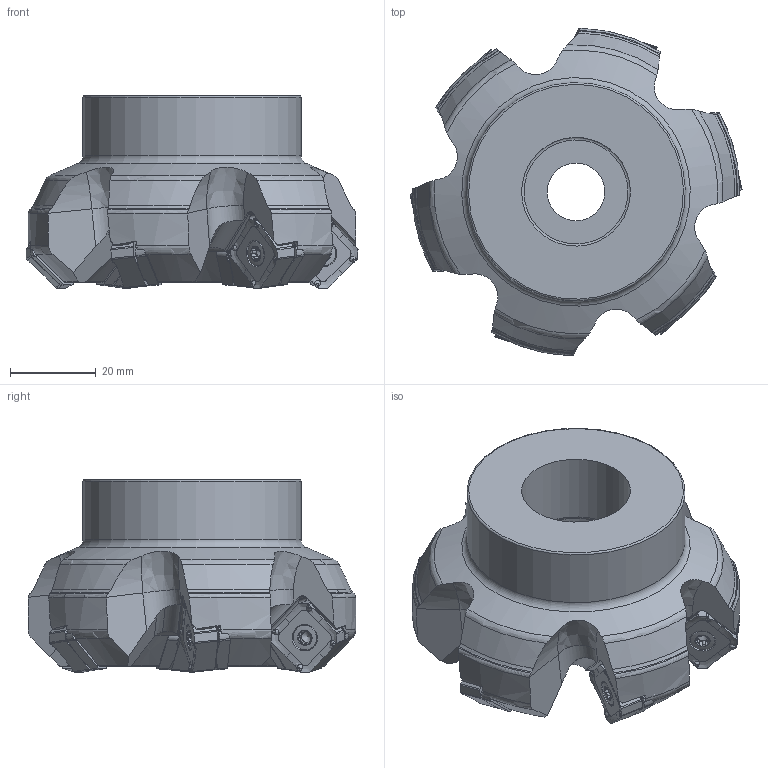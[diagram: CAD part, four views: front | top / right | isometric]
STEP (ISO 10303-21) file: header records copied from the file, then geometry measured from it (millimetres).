
FILE_DESCRIPTION(/* description */ (''),/* implementation_level */ '2;1');
FILE_NAME(/* name */ 'toolassembly_1.stp',/* time_stamp */ '2019-01-25T11:48:28+01:00',/* author */ (''),/* organization */ ('SMS'),/* preprocessor_version */ 'ST-DEVELOPER v15',/* originating_system */ 'SIEMENS PLM Software NX 8.5',/* authorisation */ '');
FILE_SCHEMA (('AUTOMOTIVE_DESIGN { 1 0 10303 214 3 1 1 1 }'));
Products named in the file (4): ASSEMBLY_CONSTRUCTION; CUT_20190125114730; NOCUT_20190125114709; TOOLASSEMBLY_1
Assembly tree (8 placements, depth 2):
  TOOLASSEMBLY_1
    NOCUT_20190125114709
    CUT_20190125114730  x6
    ASSEMBLY_CONSTRUCTION
Bounding box: 77.57 x 76.5 x 45 mm (x, y, z)
Volume: 93053.9 mm3; surface area: 23412.3 mm2
Topology: 7 solids, 7 shells, 3084 faces, 7696 edges, 4655 vertices
Faces by surface type: bspline 918, cylinder 851, plane 640, cone 254, torus 253, extrusion 120, sphere 48
Full cylindrical faces by diameter (mm): 3.5 x6, 4 x6, 4.8 x6, 5.7 x6, 13.5 x1, 21 x1, 25.411 x1, 25.9 x1, 51 x1
Entity records: 98918 total; most frequent: CARTESIAN_POINT 40912, ORIENTED_EDGE 12842, DIRECTION 11482, EDGE_CURVE 6421, AXIS2_PLACEMENT_3D 4772, VERTEX_POINT 3881, EDGE_LOOP 2732, ADVANCED_FACE 2639
